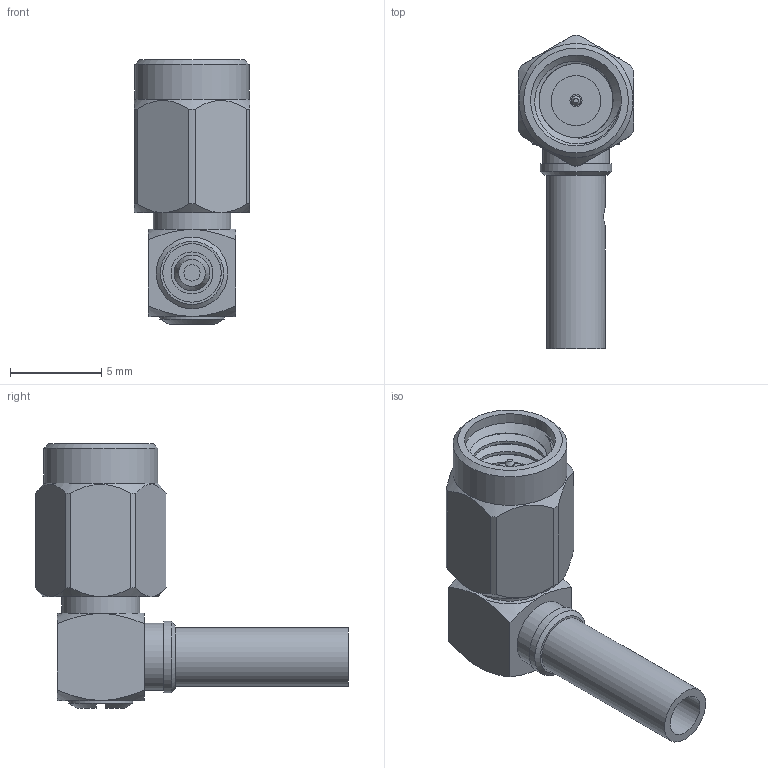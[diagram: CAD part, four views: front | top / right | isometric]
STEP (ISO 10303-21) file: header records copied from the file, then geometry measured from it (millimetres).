
FILE_DESCRIPTION (( 'STEP AP203' ), '1' );
FILE_NAME ('PE44402.step', '2019-11-06T21:24:17', ( '' ), ( '' ), 'SwSTEP 2.0', 'SolidWorks 2018', '' );
FILE_SCHEMA (( 'CONFIG_CONTROL_DESIGN' ));
Length unit declared in the file: inch
Products named in the file (1): PE44402
Bounding box: 6.35 x 17.14 x 14.5 mm (x, y, z)
Volume: 423.9 mm3; surface area: 687.1 mm2
Topology: 2 solids, 2 shells, 74 faces, 167 edges, 106 vertices
Faces by surface type: plane 29, cone 21, cylinder 21, bspline 3
Full cylindrical faces by diameter (mm): 0.531 x1, 0.658 x1, 0.889 x1, 1.016 x1, 1.956 x1, 2.3 x1, 2.731 x1, 3.2 x1, 3.527 x1, 3.675 x1, 3.917 x1, 4.267 x1, 4.978 x1, 6.248 x1
Entity records: 2828 total; most frequent: CARTESIAN_POINT 1317, DIRECTION 288, ORIENTED_EDGE 264, AXIS2_PLACEMENT_3D 134, EDGE_CURVE 132, EDGE_LOOP 110, VERTEX_POINT 94, FACE_OUTER_BOUND 88
